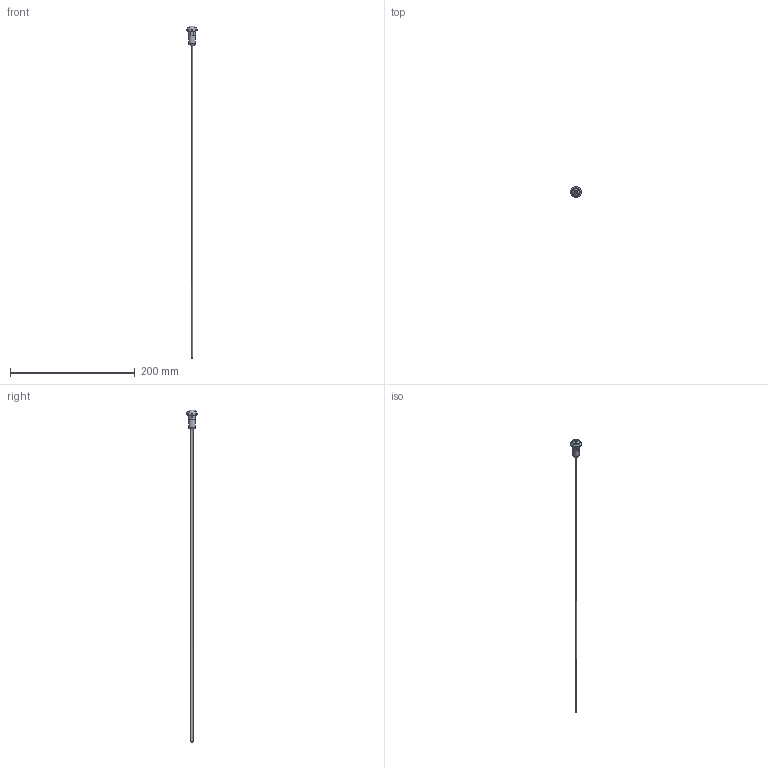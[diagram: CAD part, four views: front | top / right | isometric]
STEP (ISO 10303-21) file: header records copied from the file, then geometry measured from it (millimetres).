
FILE_DESCRIPTION(/* description */ (''),/* implementation_level */ '2;1');
FILE_NAME(/* name */ 'RP8100B2W1CExxxxxxNIL.stp',/* time_stamp */ '2021-10-21T11:48:31-05:00',/* author */ ('mwilliams'),/* organization */ (''),/* preprocessor_version */ 'ST-DEVELOPER v18',/* originating_system */ 'Autodesk Inventor 2020',/* authorisation */ '');
FILE_SCHEMA (('AUTOMOTIVE_DESIGN { 1 0 10303 214 3 1 1 }'));
Length unit declared in the file: inch
Products named in the file (1): 100117703_Shrinkwrap_1
Bounding box: 17.5 x 17.5 x 531.53 mm (x, y, z)
Volume: 5079.4 mm3; surface area: 8514.1 mm2
Topology: 5 solids, 5 shells, 124 faces, 316 edges, 219 vertices
Faces by surface type: plane 85, cylinder 28, cone 7, bspline 4
Full cylindrical faces by diameter (mm): 0.75 x2, 1.7 x2, 2.6 x1, 4 x1, 5.6 x1, 7.55 x1, 8.6 x1, 9.5 x1, 10 x2, 10.5 x1, 11.1 x1, 12 x1, 12.1 x1, 13.6 x1, 17.5 x2
Entity records: 3996 total; most frequent: CARTESIAN_POINT 831, DIRECTION 675, ORIENTED_EDGE 632, EDGE_CURVE 316, AXIS2_PLACEMENT_3D 253, VERTEX_POINT 219, LINE 169, VECTOR 169
